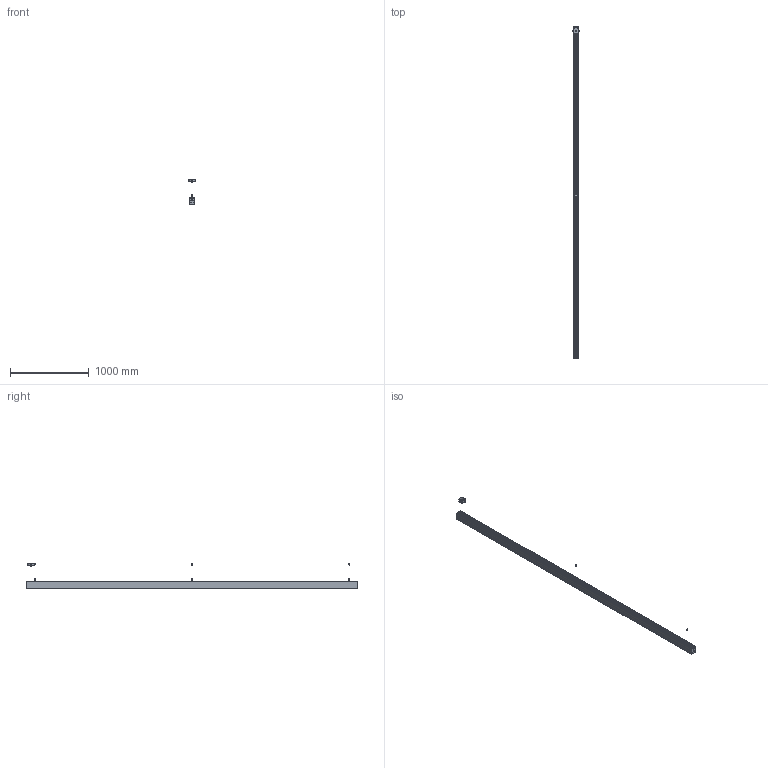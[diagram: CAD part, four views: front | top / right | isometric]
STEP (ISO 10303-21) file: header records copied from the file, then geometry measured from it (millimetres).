
FILE_DESCRIPTION(/* description */ ('This is a sample STEP configuration'),/* implementation_level */ '2;1');
FILE_NAME(/* name */ '728-201092xxxxxx _Simple.ipt_Rev_00.3.stp',/* time_stamp */ '2021-02-06T14:46:01+01:00',/* author */ ('powerJobs'),/* organization */ ('coolOrange'),/* preprocessor_version */ 'ST-DEVELOPER v18.1',/* originating_system */ 'Autodesk Inventor 2020',/* authorisation */ '');
FILE_SCHEMA (('AUTOMOTIVE_DESIGN { 1 0 10303 214 3 1 1 }'));
Products named in the file (1): ENG000018594
Bounding box: 80.3 x 4220 x 317 mm (x, y, z)
Volume: 4381231 mm3; surface area: 4513157.8 mm2
Topology: 14 solids, 14 shells, 2573 faces, 6858 edges, 4334 vertices
Faces by surface type: cylinder 1124, plane 889, bspline 270, torus 128, cone 84, sphere 78
Full cylindrical faces by diameter (mm): 1.1 x3, 1.9 x3, 2.3 x3, 3 x6, 3.242 x1, 3.9 x3, 4 x3, 4.134 x1, 4.2 x1, 4.9 x2, 5 x9, 5.1 x3, 5.2 x4, 5.5 x3, 6 x1, 6.5 x1, 7.3 x1, 8 x2, 8.5 x2, 8.6 x3, 8.667 x2, 9.3 x3, 10 x8, 10.1 x3, 10.3 x3, 11.5 x4, 12 x4, 13 x1, 13.2 x1, 15.85 x3
Entity records: 94922 total; most frequent: CARTESIAN_POINT 27512, DIRECTION 13900, ORIENTED_EDGE 13682, EDGE_CURVE 6841, AXIS2_PLACEMENT_3D 5308, VERTEX_POINT 4334, LINE 3284, VECTOR 3284
